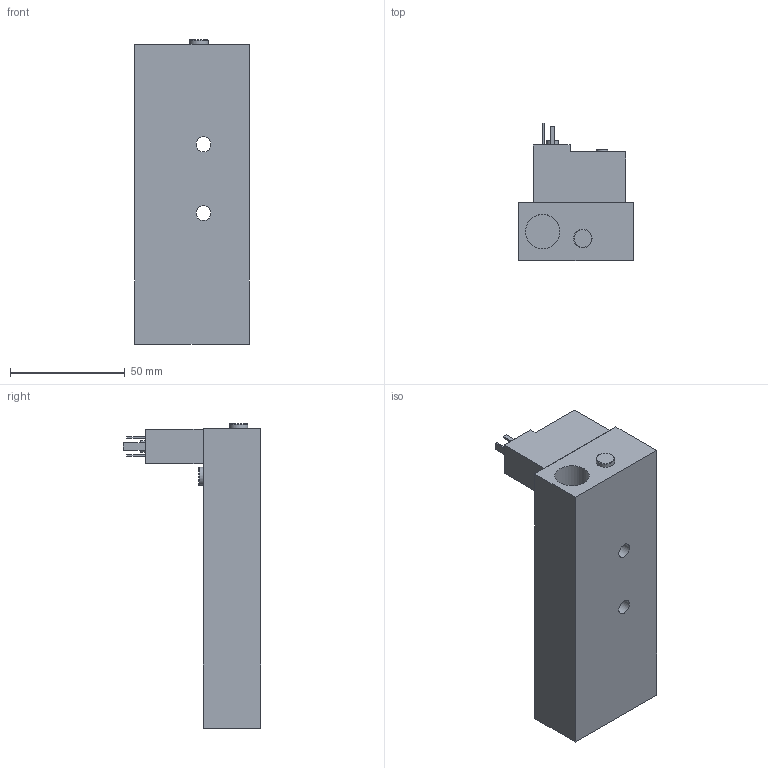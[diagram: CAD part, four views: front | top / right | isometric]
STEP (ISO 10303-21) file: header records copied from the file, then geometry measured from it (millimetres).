
FILE_DESCRIPTION(/* description */ ('AVAC Multicircuit'),/* implementation_level */ '2;1');
FILE_NAME(/* name */ '110 010 16 MS.stp',/* time_stamp */ '2019-03-28T11:44:41+01:00',/* author */ ('Lars'),/* organization */ ('AVAC Vakuumteknik AB'),/* preprocessor_version */ 'ST-DEVELOPER v17',/* originating_system */ 'Autodesk Inventor 2018',/* authorisation */ '');
FILE_SCHEMA (('AUTOMOTIVE_DESIGN { 1 0 10303 214 3 1 1 }'));
Length unit declared in the file: millimetre
Products named in the file (1): Multikretssolid med extra allt
Bounding box: 50 x 59.7 x 132.5 mm (x, y, z)
Volume: 165600.1 mm3; surface area: 29337.1 mm2
Topology: 1 solids, 1 shells, 66 faces, 139 edges, 95 vertices
Faces by surface type: plane 44, cylinder 19, torus 2, cone 1
Full cylindrical faces by diameter (mm): 3 x1, 5 x2, 6.5 x2, 8 x2, 8.6 x7, 10.5 x2, 15 x3
Entity records: 1870 total; most frequent: DIRECTION 324, CARTESIAN_POINT 300, ORIENTED_EDGE 276, EDGE_CURVE 138, AXIS2_PLACEMENT_3D 119, VERTEX_POINT 95, EDGE_LOOP 91, LINE 86
